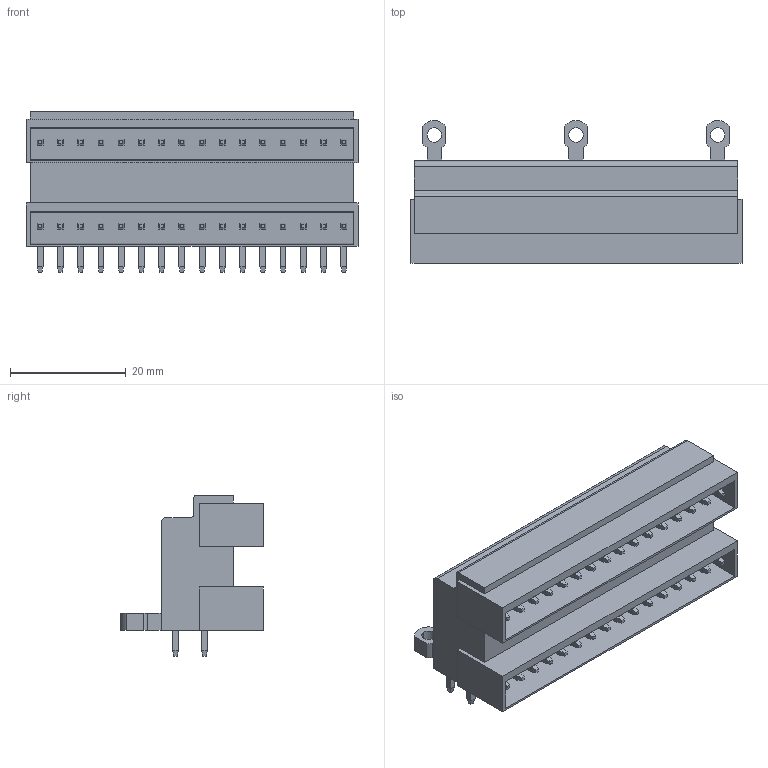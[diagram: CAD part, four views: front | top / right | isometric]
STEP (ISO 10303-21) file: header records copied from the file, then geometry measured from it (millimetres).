
FILE_DESCRIPTION(('CATIA V5 STEP Exchange','CAx-IF Rec.Pracs.--- Model Styling and Organization---1.4--- 2014-01-23'),'2;1');
FILE_NAME ('D1488754_0_1634410000_1634410000.stp','2021-06-07T13:26:17+00:00',('none'),('Weidmueller'),'CATIA Version 5-6 Release 2016 SP3 HF44','CATIA V5 STEP AP214','none');
FILE_SCHEMA(('AUTOMOTIVE_DESIGN { 1 0 10303 214 1 1 1 1 }'));
Length unit declared in the file: millimetre
Products named in the file (1): 1634410000
Bounding box: 57.4 x 24.7 x 27.8 mm (x, y, z)
Volume: 15251.3 mm3; surface area: 13515.2 mm2
Topology: 33 solids, 33 shells, 772 faces, 1856 edges, 1152 vertices
Faces by surface type: plane 751, cylinder 21
Entity records: 21714 total; most frequent: ORIENTED_EDGE 3712, CARTESIAN_POINT 3617, DIRECTION 3072, EDGE_CURVE 1856, VECTOR 1814, LINE 1814, VERTEX_POINT 1152, EDGE_LOOP 844
